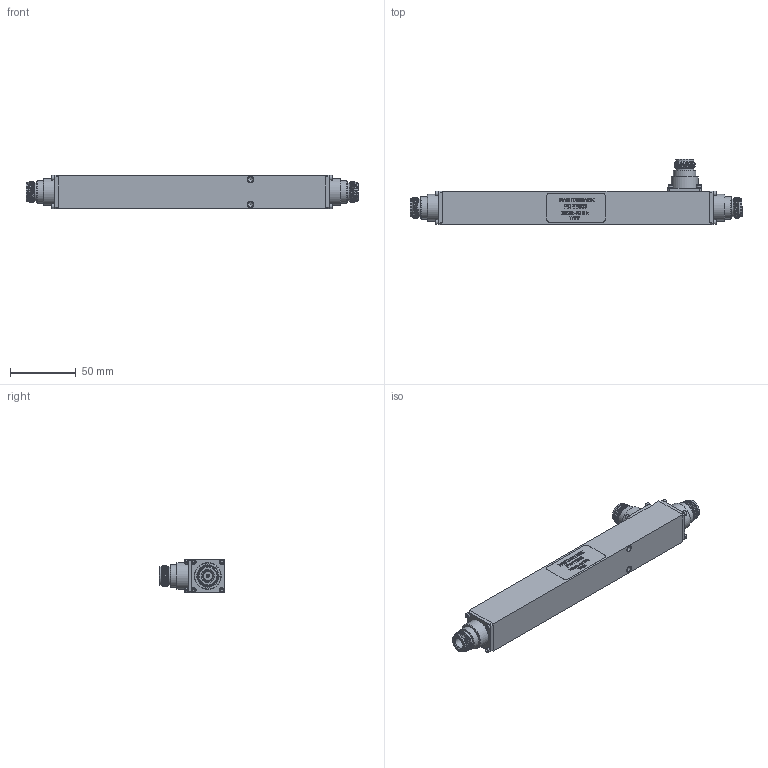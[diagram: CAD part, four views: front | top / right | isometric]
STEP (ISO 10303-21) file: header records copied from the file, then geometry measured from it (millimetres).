
FILE_DESCRIPTION (( 'STEP AP203' ), '1' );
FILE_NAME ('PE-T1003_3D.step', '2020-08-14T15:04:55', ( '' ), ( '' ), 'SwSTEP 2.0', 'SolidWorks 2018', '' );
FILE_SCHEMA (( 'CONFIG_CONTROL_DESIGN' ));
Length unit declared in the file: inch
Products named in the file (1): PE-T1003_3D
Bounding box: 252.25 x 49.44 x 25.47 mm (x, y, z)
Volume: 150040.9 mm3; surface area: 28665.9 mm2
Topology: 1 solids, 1 shells, 932 faces, 2256 edges, 1420 vertices
Faces by surface type: plane 597, bspline 142, cone 133, cylinder 60
Full cylindrical faces by diameter (mm): 1.27 x3, 2.54 x3, 3.658 x12, 3.856 x12, 4.2 x4, 5 x4, 8.331 x3, 13.792 x6, 17.107 x3, 20.38 x3
Entity records: 36509 total; most frequent: CARTESIAN_POINT 16414, ORIENTED_EDGE 4202, DIRECTION 3642, EDGE_CURVE 2101, VERTEX_POINT 1367, LINE 1358, VECTOR 1358, AXIS2_PLACEMENT_3D 1142
